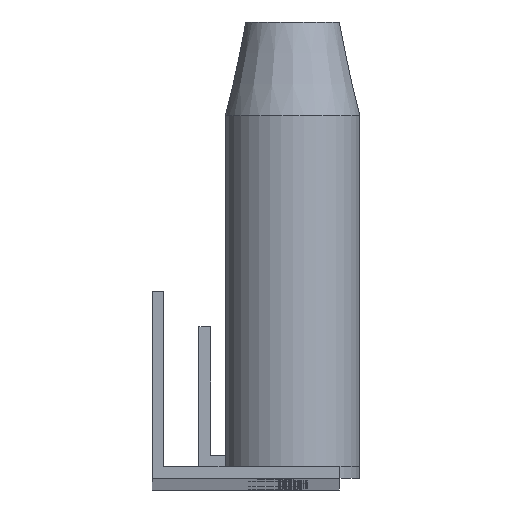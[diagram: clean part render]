
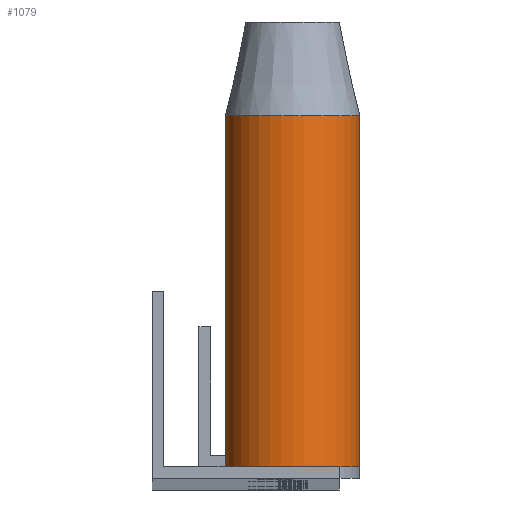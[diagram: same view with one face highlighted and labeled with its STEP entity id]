
A CAD part, top view. The second image highlights one B-rep face of the part: STEP entity #1079.
In plain terms, the highlighted cylindrical face has radius 18.256 mm (diameter 36.512 mm), a full revolution.
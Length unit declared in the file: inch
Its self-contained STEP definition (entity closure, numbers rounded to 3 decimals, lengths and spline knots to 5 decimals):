
#77=CYLINDRICAL_SURFACE('',#1249,0.71875);
#189=FACE_BOUND('',#491,.T.);
#265=CIRCLE('',#1248,0.71875);
#266=CIRCLE('',#1250,0.71875);
#322=FACE_OUTER_BOUND('',#490,.T.);
#490=EDGE_LOOP('',(#1002));
#491=EDGE_LOOP('',(#1003));
#665=VERTEX_POINT('',#1844);
#666=VERTEX_POINT('',#1847);
#778=EDGE_CURVE('',#665,#665,#265,.T.);
#779=EDGE_CURVE('',#666,#666,#266,.T.);
#1002=ORIENTED_EDGE('',*,*,#779,.T.);
#1003=ORIENTED_EDGE('',*,*,#778,.T.);
#1079=ADVANCED_FACE('',(#322,#189),#77,.T.);
#1248=AXIS2_PLACEMENT_3D('',#1845,#1558,#1559);
#1249=AXIS2_PLACEMENT_3D('',#1846,#1560,#1561);
#1250=AXIS2_PLACEMENT_3D('',#1848,#1562,#1563);
#1558=DIRECTION('center_axis',(0.,0.,1.));
#1559=DIRECTION('ref_axis',(0.,1.,0.));
#1560=DIRECTION('center_axis',(0.,0.,-1.));
#1561=DIRECTION('ref_axis',(0.,-1.,0.));
#1562=DIRECTION('center_axis',(0.,0.,-1.));
#1563=DIRECTION('ref_axis',(0.,1.,0.));
#1844=CARTESIAN_POINT('',(0.,-0.71875,-4.75));
#1845=CARTESIAN_POINT('Origin',(0.,0.,-4.75));
#1846=CARTESIAN_POINT('Origin',(0.,0.,0.));
#1847=CARTESIAN_POINT('',(0.,-0.71875,-1.));
#1848=CARTESIAN_POINT('Origin',(0.,0.,-1.));
